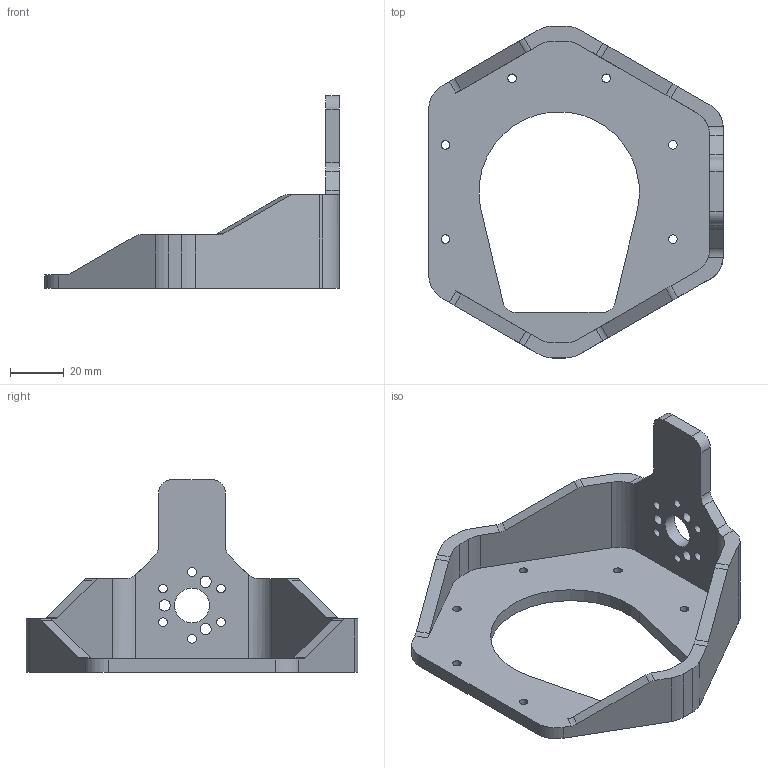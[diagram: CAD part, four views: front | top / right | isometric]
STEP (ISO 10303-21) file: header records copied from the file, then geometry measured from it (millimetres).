
FILE_DESCRIPTION(/* description */ (''),/* implementation_level */ '2;1');
FILE_NAME(/* name */ 'RP_Hip-Link-Right.stp',/* time_stamp */ '2025-05-28T13:09:50+09:00',/* author */ ('佐藤智貴'),/* organization */ (''),/* preprocessor_version */ 'ST-DEVELOPER v20',/* originating_system */ 'Autodesk Inventor 2024',/* authorisation */ '');
FILE_SCHEMA (('AUTOMOTIVE_DESIGN { 1 0 10303 214 3 1 1 }'));
Length unit declared in the file: millimetre
Products named in the file (1): RP_Hip-Link
Bounding box: 110 x 124 x 72 mm (x, y, z)
Volume: 67057.8 mm3; surface area: 30963.8 mm2
Topology: 1 solids, 1 shells, 81 faces, 237 edges, 159 vertices
Faces by surface type: cylinder 48, plane 33
Full cylindrical faces by diameter (mm): 3.2 x12, 4.2 x3, 13 x1
Entity records: 2861 total; most frequent: CARTESIAN_POINT 498, DIRECTION 493, ORIENTED_EDGE 474, EDGE_CURVE 237, AXIS2_PLACEMENT_3D 178, VERTEX_POINT 158, LINE 137, VECTOR 137
